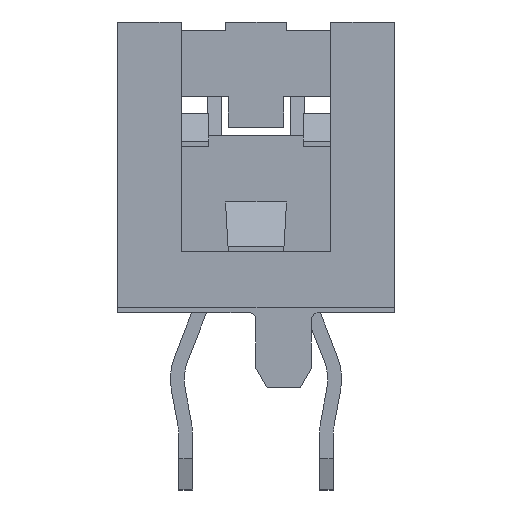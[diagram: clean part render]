
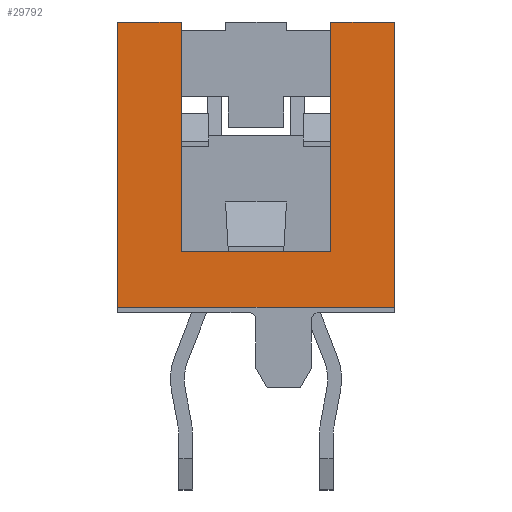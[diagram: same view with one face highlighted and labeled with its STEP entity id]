
A CAD part, left-side view. The second image highlights one B-rep face of the part: STEP entity #29792.
In plain terms, the highlighted face is planar.
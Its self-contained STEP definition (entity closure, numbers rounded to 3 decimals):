
#7782=ORIENTED_EDGE('',*,*,#13394,.F.);
#7783=ORIENTED_EDGE('',*,*,#13379,.F.);
#7784=ORIENTED_EDGE('',*,*,#13398,.T.);
#7785=ORIENTED_EDGE('',*,*,#13542,.T.);
#7786=ORIENTED_EDGE('',*,*,#13496,.F.);
#7787=ORIENTED_EDGE('',*,*,#13469,.T.);
#7788=ORIENTED_EDGE('',*,*,#13495,.T.);
#7789=ORIENTED_EDGE('',*,*,#13544,.T.);
#13379=EDGE_CURVE('',#16776,#16777,#19931,.T.);
#13394=EDGE_CURVE('',#16777,#16785,#19946,.T.);
#13398=EDGE_CURVE('',#16776,#16787,#19950,.T.);
#13469=EDGE_CURVE('',#16830,#16831,#20001,.T.);
#13495=EDGE_CURVE('',#16831,#16833,#20027,.T.);
#13496=EDGE_CURVE('',#16830,#16834,#20028,.T.);
#13542=EDGE_CURVE('',#16787,#16834,#20054,.T.);
#13544=EDGE_CURVE('',#16833,#16785,#20056,.T.);
#16776=VERTEX_POINT('',#47386);
#16777=VERTEX_POINT('',#47388);
#16785=VERTEX_POINT('',#47413);
#16787=VERTEX_POINT('',#47419);
#16830=VERTEX_POINT('',#47555);
#16831=VERTEX_POINT('',#47557);
#16833=VERTEX_POINT('',#47587);
#16834=VERTEX_POINT('',#47610);
#19931=LINE('',#47387,#23471);
#19946=LINE('',#47412,#23486);
#19950=LINE('',#47420,#23490);
#20001=LINE('',#47558,#23541);
#20027=LINE('',#47588,#23567);
#20028=LINE('',#47609,#23568);
#20054=LINE('',#47700,#23594);
#20056=LINE('',#47703,#23596);
#23471=VECTOR('',#38825,1000.);
#23486=VECTOR('',#38844,1000.);
#23490=VECTOR('',#38850,1000.);
#23541=VECTOR('',#38987,1000.);
#23567=VECTOR('',#39017,1000.);
#23568=VECTOR('',#39058,1000.);
#23594=VECTOR('',#39130,1000.);
#23596=VECTOR('',#39134,1000.);
#25754=EDGE_LOOP('',(#7782,#7783,#7784,#7785,#7786,#7787,#7788,#7789));
#27254=FACE_BOUND('',#25754,.T.);
#28354=PLANE('',#32319);
#29792=ADVANCED_FACE('',(#27254),#28354,.F.);
#32319=AXIS2_PLACEMENT_3D('',#47704,#39135,#39136);
#38825=DIRECTION('',(0.,-1.,0.));
#38844=DIRECTION('',(0.,0.,-1.));
#38850=DIRECTION('',(0.,0.,-1.));
#38987=DIRECTION('',(0.,-1.,0.));
#39017=DIRECTION('',(0.,0.,-1.));
#39058=DIRECTION('',(0.,0.,-1.));
#39130=DIRECTION('',(0.,1.,0.));
#39134=DIRECTION('',(0.,1.,0.));
#39135=DIRECTION('',(-1.,0.,0.));
#39136=DIRECTION('',(0.,0.,1.));
#47386=CARTESIAN_POINT('',(14.415,1.35,2.5));
#47387=CARTESIAN_POINT('',(14.415,1.35,2.5));
#47388=CARTESIAN_POINT('',(14.415,-1.35,2.5));
#47412=CARTESIAN_POINT('',(14.415,-1.35,-1.5));
#47413=CARTESIAN_POINT('',(14.415,-1.35,-1.65));
#47419=CARTESIAN_POINT('',(14.415,1.35,-1.65));
#47420=CARTESIAN_POINT('',(14.415,1.35,-1.5));
#47555=CARTESIAN_POINT('',(14.415,2.5,3.5));
#47557=CARTESIAN_POINT('',(14.415,-2.5,3.5));
#47558=CARTESIAN_POINT('',(14.415,2.5,3.5));
#47587=CARTESIAN_POINT('',(14.415,-2.5,-1.65));
#47588=CARTESIAN_POINT('',(14.415,-2.5,-0.3));
#47609=CARTESIAN_POINT('',(14.415,2.5,-0.3));
#47610=CARTESIAN_POINT('',(14.415,2.5,-1.65));
#47700=CARTESIAN_POINT('',(14.415,-2.5,-1.65));
#47703=CARTESIAN_POINT('',(14.415,-2.5,-1.65));
#47704=CARTESIAN_POINT('',(14.415,-2.5,-0.3));
